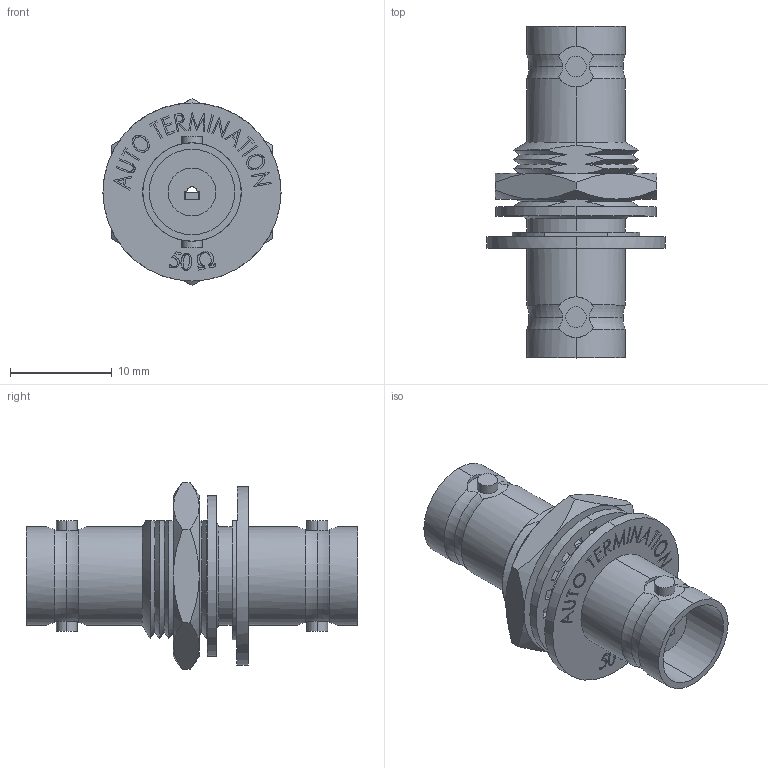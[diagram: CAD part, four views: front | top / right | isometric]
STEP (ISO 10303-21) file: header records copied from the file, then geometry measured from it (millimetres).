
FILE_DESCRIPTION (( 'STEP AP214' ), '1' );
FILE_NAME ('BA307.STEP', '2006-08-02T11:51:40', ( 'L-COM' ), ( 'L-COM' ), 'SwSTEP 2.0', 'SolidWorks 2006004', '' );
FILE_SCHEMA (( 'AUTOMOTIVE_DESIGN' ));
Length unit declared in the file: inch
Products named in the file (4): BA307; 3AA03-005; 3AA02-008
Assembly tree (3 placements, depth 2):
  BA307
    BA307
    3AA02-008
    3AA03-005
Bounding box: 17.48 x 32.56 x 18.33 mm (x, y, z)
Volume: 2320.4 mm3; surface area: 3216.1 mm2
Topology: 3 solids, 3 shells, 443 faces, 1181 edges, 780 vertices
Faces by surface type: plane 249, cylinder 86, bspline 63, cone 37, torus 8
Entity records: 24553 total; most frequent: CARTESIAN_POINT 9039, ORIENTED_EDGE 2362, DIRECTION 1936, EDGE_CURVE 1181, VERTEX_POINT 780, VECTOR 734, LINE 734, AXIS2_PLACEMENT_3D 601
